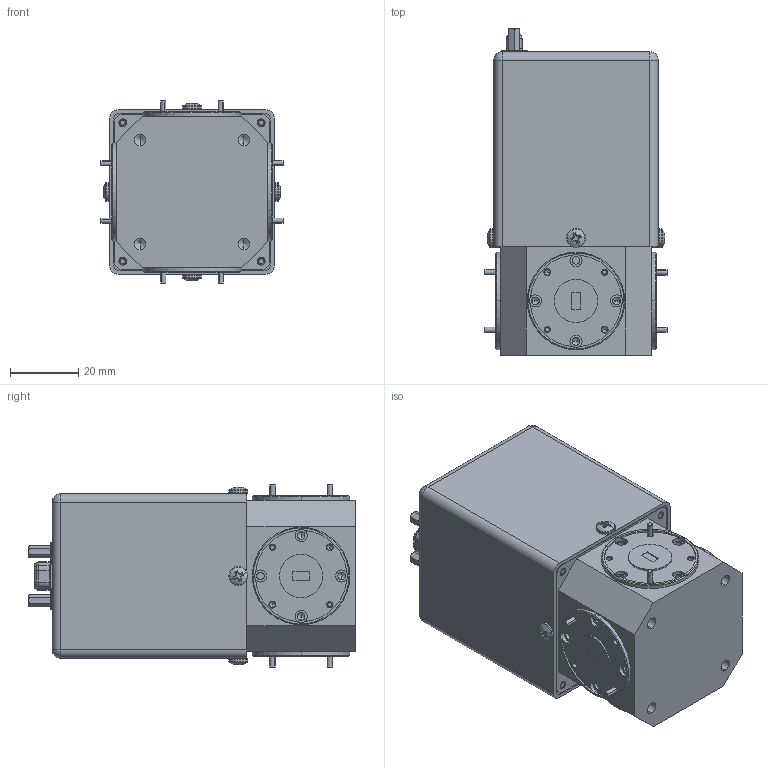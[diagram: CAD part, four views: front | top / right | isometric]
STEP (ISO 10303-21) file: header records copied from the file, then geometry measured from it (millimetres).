
FILE_DESCRIPTION (( 'STEP AP214' ), '1' );
FILE_NAME ('WJ-LU-A, DF.STEP', '2025-10-22T23:33:17', ( '' ), ( '' ), 'SwSTEP 2.0', 'SolidWorks 2021', '' );
FILE_SCHEMA (( 'AUTOMOTIVE_DESIGN' ));
Length unit declared in the file: inch
Products named in the file (1): WJ-LU-A, DF
Bounding box: 53.72 x 95.72 x 53.72 mm (x, y, z)
Surface area: 27028.7 mm2 (no closed solid volume)
Topology: 0 solids, 92 shells, 2089 faces, 5300 edges, 3415 vertices
Faces by surface type: plane 1114, cylinder 693, cone 202, bspline 38, torus 30, sphere 12
Entity records: 99481 total; most frequent: CARTESIAN_POINT 28869, ORIENTED_EDGE 10428, DIRECTION 7252, EDGE_CURVE 5214, VERTEX_POINT 3415, AXIS2_PLACEMENT_3D 3056, B_SPLINE_CURVE_WITH_KNOTS 2506, EDGE_LOOP 2221
